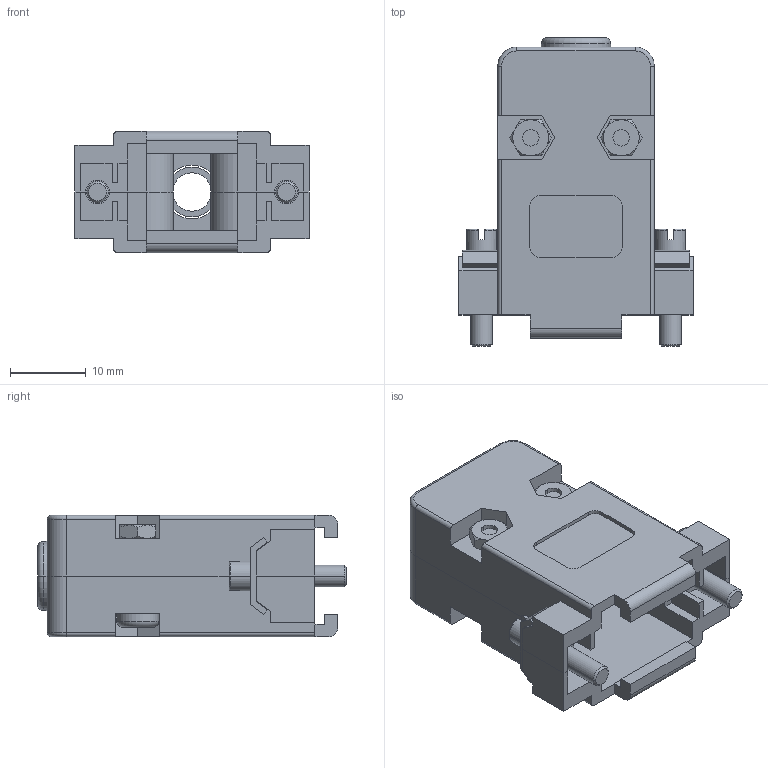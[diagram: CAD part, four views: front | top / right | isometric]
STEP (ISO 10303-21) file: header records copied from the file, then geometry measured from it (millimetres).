
FILE_DESCRIPTION (( 'STEP AP203' ), '1' );
FILE_NAME ('SDC9B.STEP', '2006-06-23T20:18:28', ( 'lcom' ), ( 'lcom' ), 'SwSTEP 2.0', 'SolidWorks 2006004', '' );
FILE_SCHEMA (( 'CONFIG_CONTROL_DESIGN' ));
Length unit declared in the file: inch
Products named in the file (8): SDC9G-MA2; SDC9G-MA3; 3AA01-009_3AA01-009-500; 3AA10-003; SDC9B; 3AA01-003_3AA01-003-187; 3AA01-003_3AA01-003-437; 3AA02-005
Assembly tree (14 placements, depth 2):
  SDC9B
    3AA01-009_3AA01-009-500  x2
    3AA02-005  x2
    SDC9G-MA3  x2
    3AA01-003_3AA01-003-437  x2
    3AA10-003  x2
    3AA01-003_3AA01-003-187  x2
    SDC9G-MA2  x2
Bounding box: 30.96 x 40.84 x 16.05 mm (x, y, z)
Volume: 5933.7 mm3; surface area: 8835.4 mm2
Topology: 14 solids, 14 shells, 438 faces, 1098 edges, 702 vertices
Faces by surface type: plane 242, cylinder 120, cone 56, torus 20
Entity records: 7746 total; most frequent: CARTESIAN_POINT 1348, DIRECTION 1142, ORIENTED_EDGE 1098, EDGE_CURVE 549, AXIS2_PLACEMENT_3D 401, VERTEX_POINT 351, VECTOR 340, LINE 340
